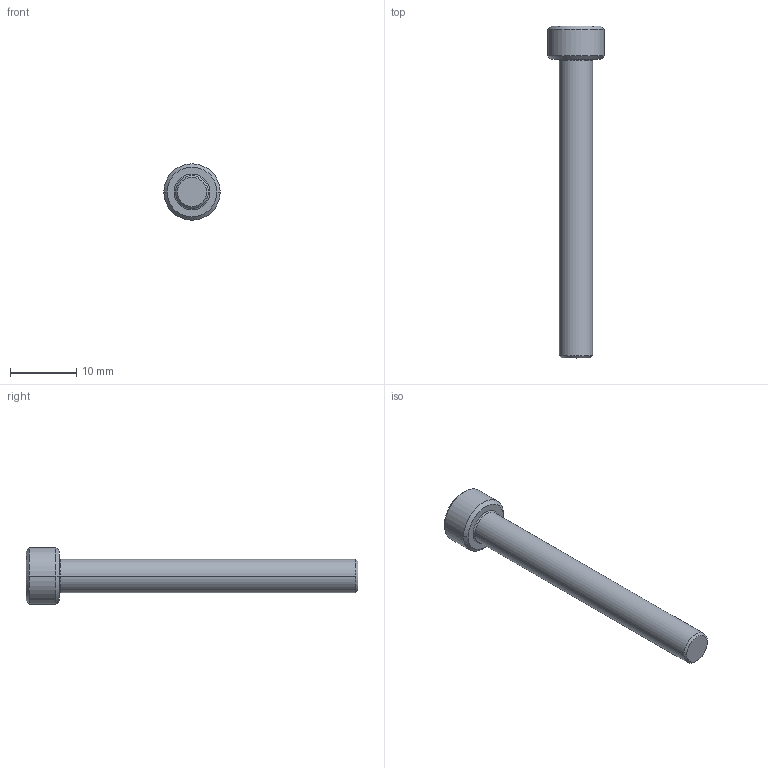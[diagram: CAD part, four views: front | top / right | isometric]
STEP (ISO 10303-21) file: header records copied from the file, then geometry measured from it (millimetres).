
FILE_DESCRIPTION (( 'STEP AP203' ), '1' );
FILE_NAME ('M5_allen_socket_45.STEP', '2022-12-02T20:05:52', ( '' ), ( '' ), 'SwSTEP 2.0', 'SolidWorks 2021', '' );
FILE_SCHEMA (( 'CONFIG_CONTROL_DESIGN' ));
Length unit declared in the file: millimetre
Products named in the file (1): M5_allen_socket_45
Bounding box: 8.5 x 50 x 8.5 mm (x, y, z)
Volume: 1140 mm3; surface area: 950.3 mm2
Topology: 1 solids, 1 shells, 33 faces, 64 edges, 35 vertices
Faces by surface type: plane 21, cone 6, cylinder 4, torus 2
Entity records: 889 total; most frequent: DIRECTION 150, CARTESIAN_POINT 133, ORIENTED_EDGE 128, EDGE_CURVE 64, AXIS2_PLACEMENT_3D 52, VECTOR 46, LINE 46, VERTEX_POINT 35
